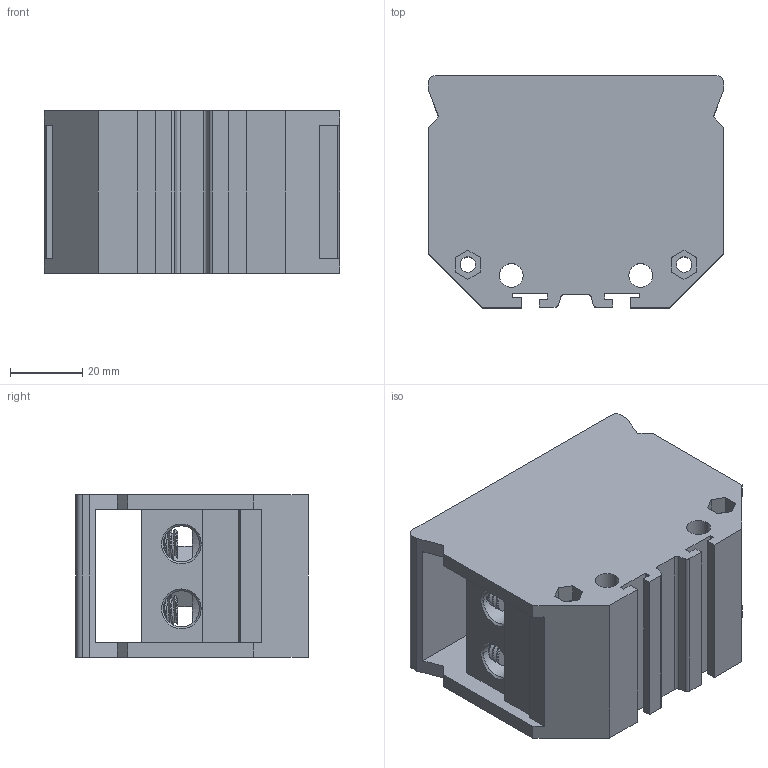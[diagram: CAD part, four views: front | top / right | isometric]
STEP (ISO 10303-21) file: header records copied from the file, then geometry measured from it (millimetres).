
FILE_DESCRIPTION((''),'2;1');
FILE_NAME('UTD-300I_2_35_ASM','2023-02-20T',('Administrator'),(''),'PRO/ENGINEER BY PARAMETRIC TECHNOLOGY CORPORATION, 2013230','PRO/ENGINEER BY PARAMETRIC TECHNOLOGY CORPORATION, 2013230','');
FILE_SCHEMA(('CONFIG_CONTROL_DESIGN'));
Length unit declared in the file: millimetre
Products named in the file (7): PRT0002_1_1; PRT0003_1_1; PRT0004_1_1; PRT0005_1_1; PRT0006_1_1; ASM0002_ASM_1_ASM; UTD-300I_2_35_ASM
Assembly tree (6 placements, depth 3):
  UTD-300I_2_35_ASM
    ASM0002_ASM_1_ASM
      PRT0002_1_1
      PRT0003_1_1
      PRT0004_1_1
      PRT0005_1_1
      PRT0006_1_1
Bounding box: 81.9 x 64.3 x 45 mm (x, y, z)
Volume: 135448.8 mm3; surface area: 46857.1 mm2
Topology: 5 solids, 5 shells, 248 faces, 705 edges, 470 vertices
Faces by surface type: plane 134, cylinder 72, bspline 30, cone 12
Entity records: 15584 total; most frequent: CARTESIAN_POINT 9243, ORIENTED_EDGE 1410, DIRECTION 1106, EDGE_CURVE 705, VERTEX_POINT 470, VECTOR 420, LINE 420, AXIS2_PLACEMENT_3D 343
